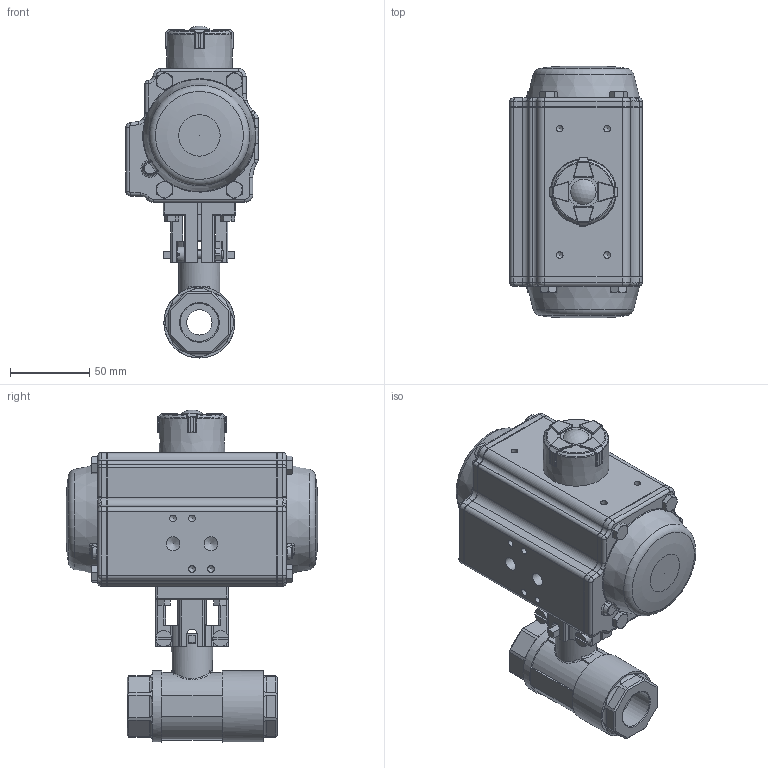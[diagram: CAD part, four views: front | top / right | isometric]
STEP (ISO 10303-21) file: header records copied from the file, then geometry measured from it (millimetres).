
FILE_DESCRIPTION(/* description */ ('Unknown'),/* implementation_level */ '2;1');
FILE_NAME(/* name */ 'FR02 0814-05',/* time_stamp */ '2022-10-18T11:38:30+02:00',/* author */ ('Unknown'),/* organization */ ('Unknown'),/* preprocessor_version */ 'ST-DEVELOPER v16.7',/* originating_system */ 'Solid Edge',/* authorisation */ 'Unknown');
FILE_SCHEMA (('AUTOMOTIVE_DESIGN {1 0 10303 214 3 1 1}'));
Length unit declared in the file: millimetre
Products named in the file (14): DW20-2.520.020; DIN558 M5x16; Befestigungsflansch_F05; 2.520.020; Spindeladapter SW 9, Aufbau Backen f. 2.520.012; DW03_FR02_(DW36_FR26); KP-63; hexagon head bolts--product grade c gb_GB_FASTENER_BOLT_HHBC M6X30-N; cup head nib bolts with large head gb_GB_FASTENER_BOLT_CHNBW M6X25-N; _____________; ________(___________; ______; ISO1207_M5x25; DIN934_M5
Assembly tree (28 placements, depth 3):
  DW20-2.520.020
    DIN558 M5x16  x4
    Befestigungsflansch_F05  x2
    2.520.020
    Spindeladapter SW 9, Aufbau Backen f. 2.520.012
    DW03_FR02_(DW36_FR26)
      KP-63
      hexagon head bolts--product grade c gb_GB_FASTENER_BOLT_HHBC M6X30-N  x8
      cup head nib bolts with large head gb_GB_FASTENER_BOLT_CHNBW M6X25-N
      _____________  x2
      ________(___________  x2
      ______
    ISO1207_M5x25  x2
    DIN934_M5  x2
Bounding box: 83.7 x 159 x 210.1 mm (x, y, z)
Volume: 1052708.9 mm3; surface area: 126028.6 mm2
Topology: 27 solids, 28 shells, 1286 faces, 3136 edges, 1922 vertices
Faces by surface type: plane 541, cylinder 373, cone 138, bspline 123, torus 96, sphere 15
Full cylindrical faces by diameter (mm): 2.325 x2, 3 x16, 3.3 x8, 4.134 x2, 4.2 x8, 4.66 x1, 5 x23, 6 x13, 6.2 x1, 6.8 x4, 8.8 x2, 10 x2, 15.8 x1, 16 x1, 18 x1, 20.2 x1, 24.117 x2, 25.5 x1, 26 x1, 28 x1, 38.5 x1, 45 x2
Entity records: 29434 total; most frequent: CARTESIAN_POINT 7630, DIRECTION 4247, ORIENTED_EDGE 4038, EDGE_CURVE 2019, AXIS2_PLACEMENT_3D 1617, VERTEX_POINT 1326, FACE_BOUND 1091, EDGE_LOOP 1066
